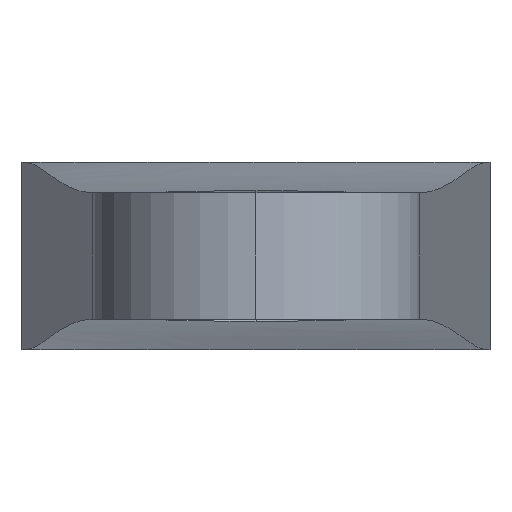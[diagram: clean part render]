
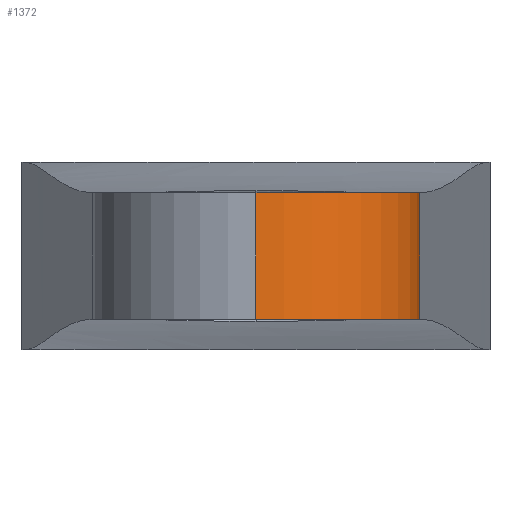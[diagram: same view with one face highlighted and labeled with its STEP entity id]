
A CAD part, left-side view. The second image highlights one B-rep face of the part: STEP entity #1372.
In plain terms, the highlighted cylindrical face has radius 7 mm (diameter 14 mm), a partial arc.
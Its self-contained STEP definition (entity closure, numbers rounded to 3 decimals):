
#1 = CARTESIAN_POINT ( 'NONE',  ( -30., -7., 0. ) ) ;
#8 = DIRECTION ( 'NONE',  ( 0., 0., -1. ) ) ;
#42 = EDGE_LOOP ( 'NONE', ( #1057, #137, #1298, #969 ) ) ;
#91 = AXIS2_PLACEMENT_3D ( 'NONE', #1409, #8, #1451 ) ;
#96 = VECTOR ( 'NONE', #1570, 1000. ) ;
#97 = DIRECTION ( 'NONE',  ( 0., 0., -1. ) ) ;
#137 = ORIENTED_EDGE ( 'NONE', *, *, #1386, .T. ) ;
#332 = DIRECTION ( 'NONE',  ( 0., 0., 1. ) ) ;
#493 = CARTESIAN_POINT ( 'NONE',  ( -37., 0., -2.7 ) ) ;
#544 = VERTEX_POINT ( 'NONE', #737 ) ;
#576 = VECTOR ( 'NONE', #985, 1000. ) ;
#601 = CARTESIAN_POINT ( 'NONE',  ( -30., -7., 2.7 ) ) ;
#618 = CARTESIAN_POINT ( 'NONE',  ( -37., 0., 0. ) ) ;
#724 = FACE_OUTER_BOUND ( 'NONE', #42, .T. ) ;
#737 = CARTESIAN_POINT ( 'NONE',  ( -37., 0., 2.7 ) ) ;
#804 = CARTESIAN_POINT ( 'NONE',  ( -30., 0., -2.7 ) ) ;
#893 = EDGE_CURVE ( 'NONE', #1179, #1274, #1286, .T. ) ;
#908 = EDGE_CURVE ( 'NONE', #1525, #544, #1015, .T. ) ;
#952 = DIRECTION ( 'NONE',  ( 1., 0., 0. ) ) ;
#969 = ORIENTED_EDGE ( 'NONE', *, *, #1097, .T. ) ;
#985 = DIRECTION ( 'NONE',  ( 0., 0., -1. ) ) ;
#1015 = CIRCLE ( 'NONE', #1565, 7. ) ;
#1037 = DIRECTION ( 'NONE',  ( 1., 0., 0. ) ) ;
#1057 = ORIENTED_EDGE ( 'NONE', *, *, #908, .T. ) ;
#1092 = LINE ( 'NONE', #1, #96 ) ;
#1097 = EDGE_CURVE ( 'NONE', #1274, #1525, #1092, .T. ) ;
#1179 = VERTEX_POINT ( 'NONE', #493 ) ;
#1274 = VERTEX_POINT ( 'NONE', #1349 ) ;
#1286 = CIRCLE ( 'NONE', #1496, 7. ) ;
#1298 = ORIENTED_EDGE ( 'NONE', *, *, #893, .T. ) ;
#1349 = CARTESIAN_POINT ( 'NONE',  ( -30., -7., -2.7 ) ) ;
#1372 = ADVANCED_FACE ( 'NONE', ( #724 ), #1459, .T. ) ;
#1386 = EDGE_CURVE ( 'NONE', #544, #1179, #1577, .T. ) ;
#1409 = CARTESIAN_POINT ( 'NONE',  ( -30., 0., 0. ) ) ;
#1412 = CARTESIAN_POINT ( 'NONE',  ( -30., 0., 2.7 ) ) ;
#1451 = DIRECTION ( 'NONE',  ( -1., 0., 0. ) ) ;
#1459 = CYLINDRICAL_SURFACE ( 'NONE', #91, 7. ) ;
#1496 = AXIS2_PLACEMENT_3D ( 'NONE', #804, #332, #952 ) ;
#1525 = VERTEX_POINT ( 'NONE', #601 ) ;
#1565 = AXIS2_PLACEMENT_3D ( 'NONE', #1412, #97, #1037 ) ;
#1570 = DIRECTION ( 'NONE',  ( 0., 0., 1. ) ) ;
#1577 = LINE ( 'NONE', #618, #576 ) ;
